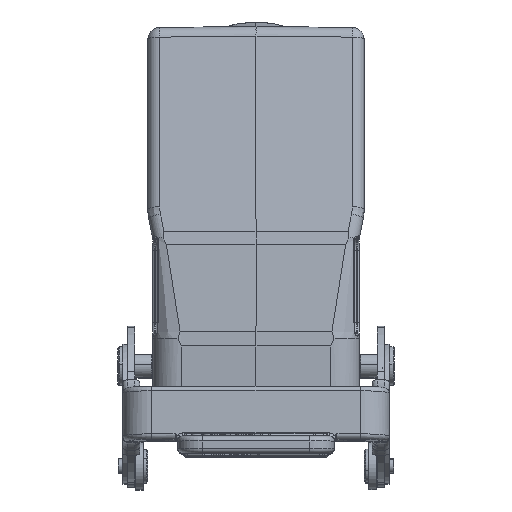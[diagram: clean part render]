
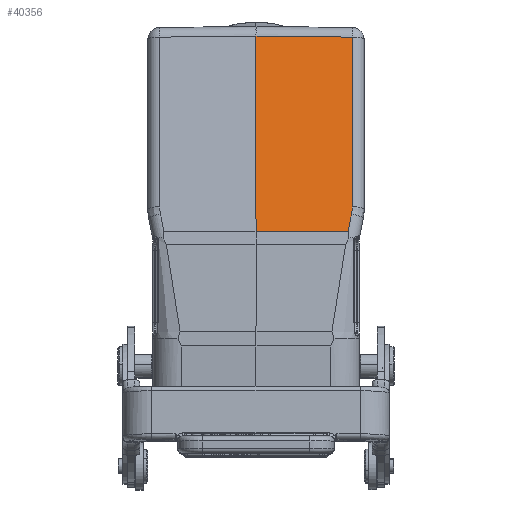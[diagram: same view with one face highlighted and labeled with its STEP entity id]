
A CAD part, top view. The second image highlights one B-rep face of the part: STEP entity #40356.
In plain terms, the highlighted planar face has unit normal (0.009, 0.19, 0.982).
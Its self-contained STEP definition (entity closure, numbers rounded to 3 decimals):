
#4265=DIRECTION('',(0.,0.982,-0.19));
#4266=VECTOR('',#4265,41.382);
#4267=CARTESIAN_POINT('',(0.,-21.241,
57.74));
#4268=LINE('',#4267,#4266);
#4269=DIRECTION('',(1.,-0.009,-0.007));
#4270=VECTOR('',#4269,20.023);
#4271=CARTESIAN_POINT('',(0.,19.39,
49.891));
#4272=LINE('',#4271,#4270);
#4273=CARTESIAN_POINT('',(20.022,-16.12,56.573));
#4274=CARTESIAN_POINT('',(20.022,-16.614,56.669));
#4275=CARTESIAN_POINT('',(19.973,-17.107,56.764));
#4276=CARTESIAN_POINT('',(19.876,-17.591,56.859));
#4278=DIRECTION('',(-0.193,-0.963,0.188));
#4279=VECTOR('',#4278,3.79);
#4280=CARTESIAN_POINT('',(19.876,-17.591,56.859));
#4281=LINE('',#4280,#4279);
#4324=DIRECTION('',(1.,0.,-0.009));
#4325=VECTOR('',#4324,19.147);
#4326=CARTESIAN_POINT('',(0.,-21.241,
57.74));
#4327=LINE('',#4326,#4325);
#6404=DIRECTION('',(0.,0.982,-0.19));
#6405=VECTOR('',#6404,35.988);
#6406=CARTESIAN_POINT('',(20.022,-16.12,56.573));
#6407=LINE('',#6406,#6405);
#25730=CARTESIAN_POINT('',(19.876,-17.591,
56.859));
#25731=CARTESIAN_POINT('',(19.146,-21.241,
57.57));
#25732=VERTEX_POINT('',#25730);
#25733=VERTEX_POINT('',#25731);
#25735=CARTESIAN_POINT('',(0.,-21.241,
57.74));
#25736=CARTESIAN_POINT('',(0.,19.39,
49.891));
#25737=VERTEX_POINT('',#25735);
#25738=VERTEX_POINT('',#25736);
#25739=CARTESIAN_POINT('',(20.021,19.215,49.747));
#25740=VERTEX_POINT('',#25739);
#25741=CARTESIAN_POINT('',(20.022,-16.12,
56.573));
#25742=VERTEX_POINT('',#25741);
#40338=CARTESIAN_POINT('',(0.,-22.585,58.));
#40339=DIRECTION('',(0.009,0.19,0.982));
#40340=DIRECTION('',(0.,-0.982,0.19));
#40341=AXIS2_PLACEMENT_3D('',#40338,#40339,#40340);
#40342=PLANE('',#40341);
#40344=ORIENTED_EDGE('',*,*,#40343,.T.);
#40346=ORIENTED_EDGE('',*,*,#40345,.T.);
#40348=ORIENTED_EDGE('',*,*,#40347,.F.);
#40350=ORIENTED_EDGE('',*,*,#40349,.T.);
#40351=ORIENTED_EDGE('',*,*,#40323,.T.);
#40353=ORIENTED_EDGE('',*,*,#40352,.F.);
#40354=EDGE_LOOP('',(#40344,#40346,#40348,#40350,#40351,#40353));
#40355=FACE_OUTER_BOUND('',#40354,.F.);
#40356=ADVANCED_FACE('',(#40355),#40342,.T.);
#4277=B_SPLINE_CURVE_WITH_KNOTS('',3,(#4273,#4274,#4275,#4276),.UNSPECIFIED.,
.F.,.F.,(4,4),(0.,1.),.UNSPECIFIED.);
#40323=EDGE_CURVE('',#25732,#25733,#4281,.T.);
#40343=EDGE_CURVE('',#25737,#25738,#4268,.T.);
#40345=EDGE_CURVE('',#25738,#25740,#4272,.T.);
#40347=EDGE_CURVE('',#25742,#25740,#6407,.T.);
#40349=EDGE_CURVE('',#25742,#25732,#4277,.T.);
#40352=EDGE_CURVE('',#25737,#25733,#4327,.T.);
